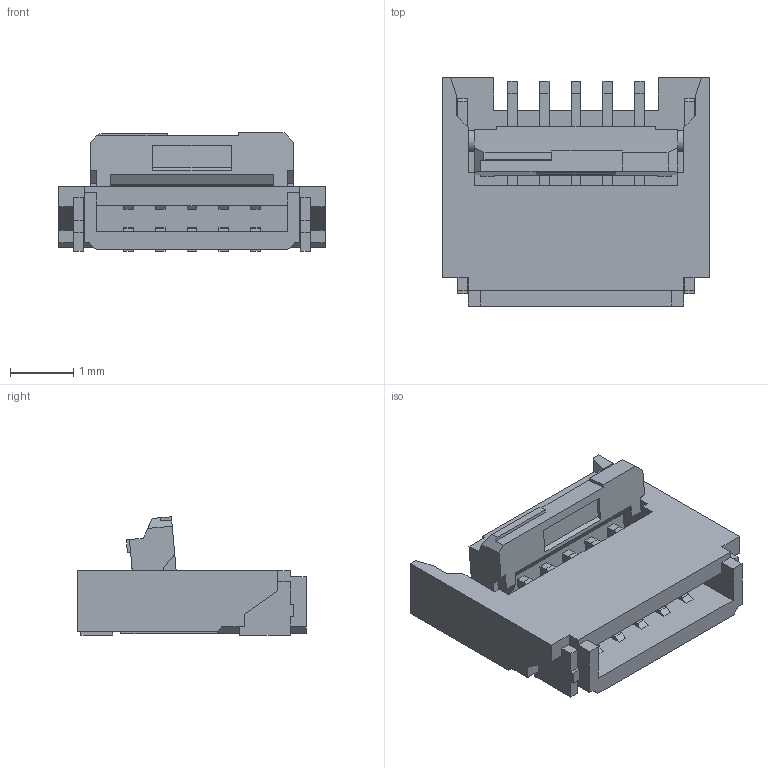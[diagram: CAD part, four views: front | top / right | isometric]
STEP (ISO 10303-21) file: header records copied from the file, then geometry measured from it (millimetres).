
FILE_DESCRIPTION(/* description */ (''),/* implementation_level */ '2;1');
FILE_NAME(/* name */ '5034800540wbm000_01_214.stp',/* time_stamp */ '2025-04-02T16:17:26+06:00',/* author */ (''),/* organization */ (''),/* preprocessor_version */ 'ST-DEVELOPER v16.7',/* originating_system */ 'SIEMENS PLM Software NX 1919',/* authorisation */ '');
FILE_SCHEMA (('AUTOMOTIVE_DESIGN { 1 0 10303 214 3 1 1 1 }'));
Length unit declared in the file: millimetre
Products named in the file (1): 5034800540wbm000_01
Bounding box: 4.2 x 3.6 x 1.87 mm (x, y, z)
Volume: 10 mm3; surface area: 77.8 mm2
Topology: 1 solids, 1 shells, 305 faces, 885 edges, 627 vertices
Faces by surface type: plane 281, cylinder 24
Entity records: 9983 total; most frequent: CARTESIAN_POINT 1762, ORIENTED_EDGE 1714, DIRECTION 1549, EDGE_CURVE 857, LINE 833, VECTOR 833, VERTEX_POINT 570, AXIS2_PLACEMENT_3D 358
